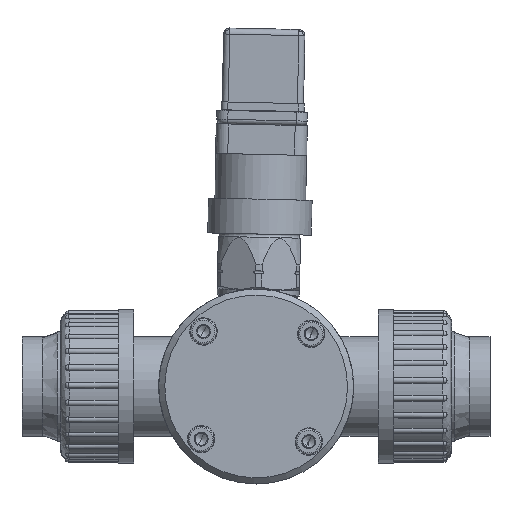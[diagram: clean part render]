
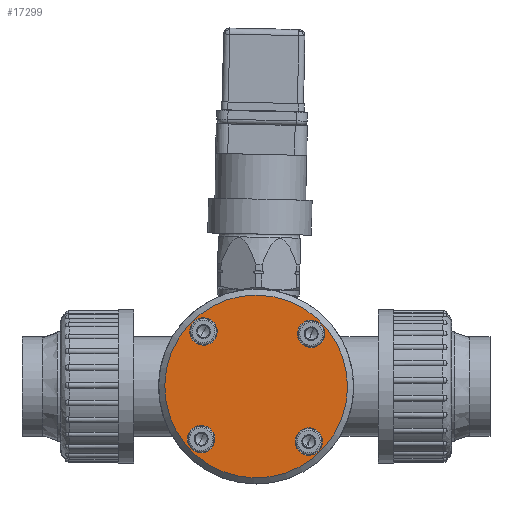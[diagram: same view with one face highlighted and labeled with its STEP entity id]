
A CAD part, front view. The second image highlights one B-rep face of the part: STEP entity #17299.
In plain terms, the highlighted planar face has unit normal (0, -1, 0).
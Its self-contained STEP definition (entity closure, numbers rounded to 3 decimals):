
#179 = FACE_BOUND ( 'NONE', #6924, .T. ) ;
#744 = EDGE_CURVE ( 'NONE', #7382, #7382, #9957, .T. ) ;
#1851 = AXIS2_PLACEMENT_3D ( 'NONE', #12103, #16608, #7407 ) ;
#2222 = DIRECTION ( 'NONE',  ( 0., 0., -1. ) ) ;
#2647 = ORIENTED_EDGE ( 'NONE', *, *, #15948, .F. ) ;
#3542 = CARTESIAN_POINT ( 'NONE',  ( -17.678, 0., 17.678 ) ) ;
#3579 = CARTESIAN_POINT ( 'NONE',  ( 17.678, 0., -17.678 ) ) ;
#3946 = DIRECTION ( 'NONE',  ( 0., -1., 0. ) ) ;
#4015 = EDGE_LOOP ( 'NONE', ( #11448 ) ) ;
#4020 = EDGE_LOOP ( 'NONE', ( #13513 ) ) ;
#4578 = ORIENTED_EDGE ( 'NONE', *, *, #16557, .T. ) ;
#5501 = CARTESIAN_POINT ( 'NONE',  ( 0., 0., 0. ) ) ;
#6101 = DIRECTION ( 'NONE',  ( 0., 0., 1. ) ) ;
#6212 = PLANE ( 'NONE',  #13567 ) ;
#6466 = CIRCLE ( 'NONE', #13136, 4.5 ) ;
#6630 = AXIS2_PLACEMENT_3D ( 'NONE', #3579, #11802, #11696 ) ;
#6924 = EDGE_LOOP ( 'NONE', ( #17470 ) ) ;
#7242 = EDGE_LOOP ( 'NONE', ( #2647 ) ) ;
#7278 = CARTESIAN_POINT ( 'NONE',  ( 17.678, 0., -22.178 ) ) ;
#7382 = VERTEX_POINT ( 'NONE', #7278 ) ;
#7407 = DIRECTION ( 'NONE',  ( 0., 0., -1. ) ) ;
#7654 = VERTEX_POINT ( 'NONE', #15802 ) ;
#7767 = FACE_BOUND ( 'NONE', #4015, .T. ) ;
#8494 = CARTESIAN_POINT ( 'NONE',  ( -17.678, 0., -22.178 ) ) ;
#8559 = AXIS2_PLACEMENT_3D ( 'NONE', #5501, #3946, #13841 ) ;
#8651 = EDGE_CURVE ( 'NONE', #7654, #7654, #16506, .T. ) ;
#9195 = AXIS2_PLACEMENT_3D ( 'NONE', #10143, #19753, #2222 ) ;
#9215 = CARTESIAN_POINT ( 'NONE',  ( -17.678, 0., 13.178 ) ) ;
#9946 = CARTESIAN_POINT ( 'NONE',  ( 0., 0., 30. ) ) ;
#9957 = CIRCLE ( 'NONE', #6630, 4.5 ) ;
#10143 = CARTESIAN_POINT ( 'NONE',  ( -17.678, 0., -17.678 ) ) ;
#11448 = ORIENTED_EDGE ( 'NONE', *, *, #8651, .F. ) ;
#11696 = DIRECTION ( 'NONE',  ( 0., 0., -1. ) ) ;
#11802 = DIRECTION ( 'NONE',  ( 0., -1., 0. ) ) ;
#12103 = CARTESIAN_POINT ( 'NONE',  ( 17.678, 0., 17.678 ) ) ;
#12202 = EDGE_CURVE ( 'NONE', #18722, #18722, #6466, .T. ) ;
#12878 = VERTEX_POINT ( 'NONE', #8494 ) ;
#13136 = AXIS2_PLACEMENT_3D ( 'NONE', #3542, #16278, #19508 ) ;
#13513 = ORIENTED_EDGE ( 'NONE', *, *, #744, .F. ) ;
#13567 = AXIS2_PLACEMENT_3D ( 'NONE', #20511, #14346, #6101 ) ;
#13841 = DIRECTION ( 'NONE',  ( 0., 0., 1. ) ) ;
#14245 = FACE_BOUND ( 'NONE', #4020, .T. ) ;
#14346 = DIRECTION ( 'NONE',  ( 0., 1., 0. ) ) ;
#15545 = CIRCLE ( 'NONE', #9195, 4.5 ) ;
#15802 = CARTESIAN_POINT ( 'NONE',  ( 17.678, 0., 13.178 ) ) ;
#15948 = EDGE_CURVE ( 'NONE', #12878, #12878, #15545, .T. ) ;
#16278 = DIRECTION ( 'NONE',  ( 0., -1., 0. ) ) ;
#16506 = CIRCLE ( 'NONE', #1851, 4.5 ) ;
#16557 = EDGE_CURVE ( 'NONE', #17991, #17991, #17223, .T. ) ;
#16608 = DIRECTION ( 'NONE',  ( 0., -1., 0. ) ) ;
#17223 = CIRCLE ( 'NONE', #8559, 30. ) ;
#17299 = ADVANCED_FACE ( 'NONE', ( #14245, #17600, #179, #7767, #17486 ), #6212, .F. ) ;
#17470 = ORIENTED_EDGE ( 'NONE', *, *, #12202, .F. ) ;
#17486 = FACE_OUTER_BOUND ( 'NONE', #18308, .T. ) ;
#17600 = FACE_BOUND ( 'NONE', #7242, .T. ) ;
#17991 = VERTEX_POINT ( 'NONE', #9946 ) ;
#18308 = EDGE_LOOP ( 'NONE', ( #4578 ) ) ;
#18722 = VERTEX_POINT ( 'NONE', #9215 ) ;
#19508 = DIRECTION ( 'NONE',  ( 0., 0., -1. ) ) ;
#19753 = DIRECTION ( 'NONE',  ( 0., -1., 0. ) ) ;
#20511 = CARTESIAN_POINT ( 'NONE',  ( 0., 0., 0. ) ) ;
